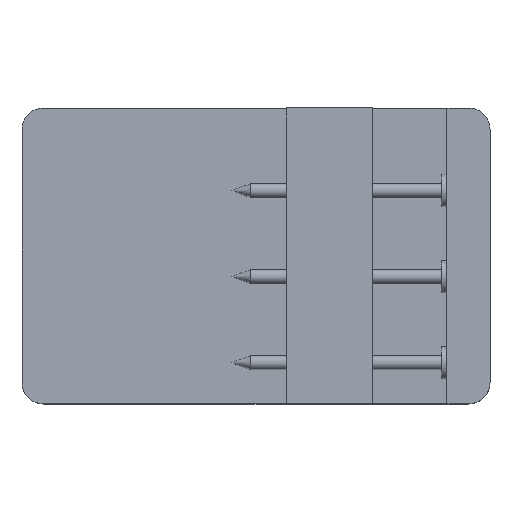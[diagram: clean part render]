
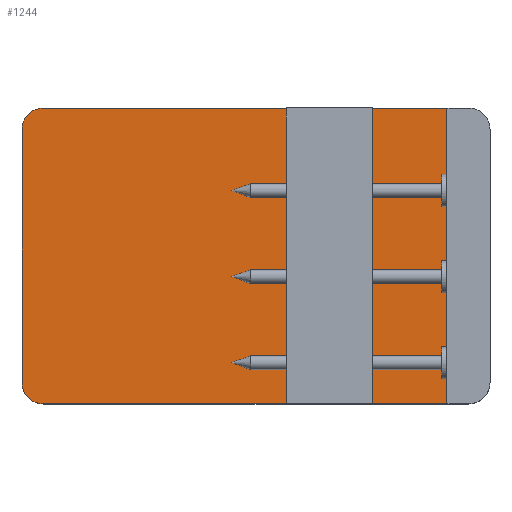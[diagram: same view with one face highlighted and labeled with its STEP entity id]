
A CAD part, top view. The second image highlights one B-rep face of the part: STEP entity #1244.
In plain terms, the highlighted planar face has unit normal (0, 0, 1).
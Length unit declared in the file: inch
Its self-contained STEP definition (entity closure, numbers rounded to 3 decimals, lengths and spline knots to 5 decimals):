
#97=LINE('',#1905,#159);
#104=LINE('',#1923,#166);
#105=LINE('',#1927,#167);
#106=LINE('',#1930,#168);
#159=VECTOR('',#1515,1.71875);
#166=VECTOR('',#1530,2.34375);
#167=VECTOR('',#1533,1.46875);
#168=VECTOR('',#1536,2.34375);
#225=PLANE('',#1342);
#249=FACE_BOUND('',#380,.T.);
#250=FACE_BOUND('',#381,.T.);
#289=FACE_OUTER_BOUND('',#379,.T.);
#379=EDGE_LOOP('',(#880,#881,#882,#883,#884,#885));
#380=EDGE_LOOP('',(#886));
#381=EDGE_LOOP('',(#887));
#495=CIRCLE('',#1331,0.09375);
#497=CIRCLE('',#1335,0.09375);
#501=CIRCLE('',#1343,0.125);
#502=CIRCLE('',#1344,0.125);
#580=VERTEX_POINT('',#1891);
#582=VERTEX_POINT('',#1897);
#584=VERTEX_POINT('',#1903);
#585=VERTEX_POINT('',#1904);
#592=VERTEX_POINT('',#1922);
#593=VERTEX_POINT('',#1924);
#594=VERTEX_POINT('',#1926);
#595=VERTEX_POINT('',#1928);
#693=EDGE_CURVE('',#580,#580,#495,.T.);
#695=EDGE_CURVE('',#582,#582,#497,.T.);
#697=EDGE_CURVE('',#584,#585,#97,.T.);
#706=EDGE_CURVE('',#585,#592,#104,.T.);
#707=EDGE_CURVE('',#593,#592,#501,.T.);
#708=EDGE_CURVE('',#593,#594,#105,.T.);
#709=EDGE_CURVE('',#595,#594,#502,.T.);
#710=EDGE_CURVE('',#595,#584,#106,.T.);
#880=ORIENTED_EDGE('',*,*,#697,.T.);
#881=ORIENTED_EDGE('',*,*,#706,.T.);
#882=ORIENTED_EDGE('',*,*,#707,.F.);
#883=ORIENTED_EDGE('',*,*,#708,.T.);
#884=ORIENTED_EDGE('',*,*,#709,.F.);
#885=ORIENTED_EDGE('',*,*,#710,.T.);
#886=ORIENTED_EDGE('',*,*,#693,.T.);
#887=ORIENTED_EDGE('',*,*,#695,.T.);
#1244=ADVANCED_FACE('',(#289,#249,#250),#225,.T.);
#1331=AXIS2_PLACEMENT_3D('',#1892,#1499,#1500);
#1335=AXIS2_PLACEMENT_3D('',#1898,#1507,#1508);
#1342=AXIS2_PLACEMENT_3D('',#1921,#1528,#1529);
#1343=AXIS2_PLACEMENT_3D('',#1925,#1531,#1532);
#1344=AXIS2_PLACEMENT_3D('',#1929,#1534,#1535);
#1499=DIRECTION('center_axis',(0.,0.,-1.));
#1500=DIRECTION('ref_axis',(1.,0.,0.));
#1507=DIRECTION('center_axis',(0.,0.,-1.));
#1508=DIRECTION('ref_axis',(1.,0.,0.));
#1515=DIRECTION('',(0.,1.,0.));
#1528=DIRECTION('center_axis',(0.,0.,1.));
#1529=DIRECTION('ref_axis',(1.,0.,0.));
#1530=DIRECTION('',(-1.,0.,0.));
#1531=DIRECTION('center_axis',(0.,0.,-1.));
#1532=DIRECTION('ref_axis',(-0.707,0.707,0.));
#1533=DIRECTION('',(0.,-1.,0.));
#1534=DIRECTION('center_axis',(0.,0.,-1.));
#1535=DIRECTION('ref_axis',(-0.707,-0.707,0.));
#1536=DIRECTION('',(1.,0.,0.));
#1891=CARTESIAN_POINT('',(1.8775,0.24975,0.25));
#1892=CARTESIAN_POINT('Origin',(1.78375,0.24975,0.25));
#1897=CARTESIAN_POINT('',(1.8775,1.41875,0.25));
#1898=CARTESIAN_POINT('Origin',(1.78375,1.41875,0.25));
#1903=CARTESIAN_POINT('',(2.46875,0.,0.25));
#1904=CARTESIAN_POINT('',(2.46875,1.71875,0.25));
#1905=CARTESIAN_POINT('',(2.46875,1.28906,0.25));
#1921=CARTESIAN_POINT('Origin',(1.35938,0.85938,0.25));
#1922=CARTESIAN_POINT('',(0.125,1.71875,0.25));
#1923=CARTESIAN_POINT('',(2.71875,1.71875,0.25));
#1924=CARTESIAN_POINT('',(0.,1.59375,0.25));
#1925=CARTESIAN_POINT('Origin',(0.125,1.59375,0.25));
#1926=CARTESIAN_POINT('',(0.,0.125,0.25));
#1927=CARTESIAN_POINT('',(0.,1.71875,0.25));
#1928=CARTESIAN_POINT('',(0.125,0.,0.25));
#1929=CARTESIAN_POINT('Origin',(0.125,0.125,0.25));
#1930=CARTESIAN_POINT('',(0.,0.,0.25));
